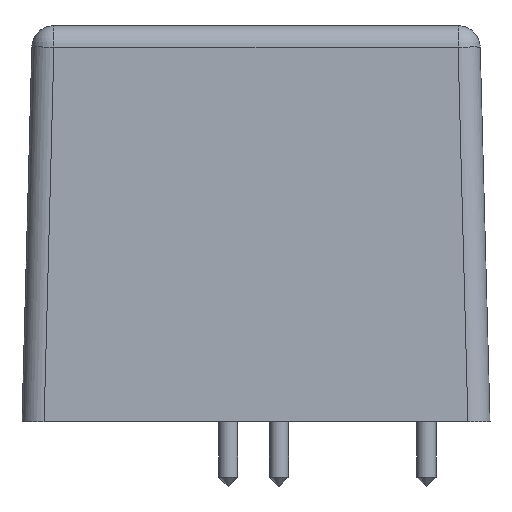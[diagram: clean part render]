
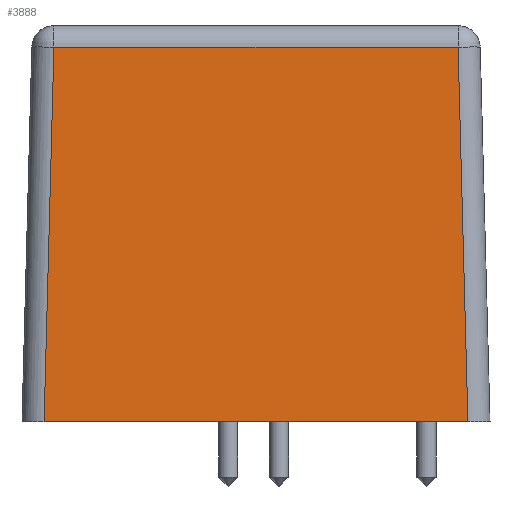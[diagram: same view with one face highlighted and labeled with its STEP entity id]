
A CAD part, left-side view. The second image highlights one B-rep face of the part: STEP entity #3888.
In plain terms, the highlighted planar face has unit normal (-1, 0, 0.026).
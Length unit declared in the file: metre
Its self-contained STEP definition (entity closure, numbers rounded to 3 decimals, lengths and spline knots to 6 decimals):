
#260=LINE('',#6149,#620);
#285=LINE('',#6243,#645);
#286=LINE('',#6247,#646);
#287=LINE('',#6249,#647);
#620=VECTOR('',#4911,1.);
#645=VECTOR('',#5002,1.);
#646=VECTOR('',#5007,1.);
#647=VECTOR('',#5008,1.);
#1373=ORIENTED_EDGE('',*,*,#2320,.F.);
#1374=ORIENTED_EDGE('',*,*,#2278,.F.);
#1375=ORIENTED_EDGE('',*,*,#2322,.T.);
#1376=ORIENTED_EDGE('',*,*,#2323,.T.);
#2278=EDGE_CURVE('',#2776,#2777,#260,.T.);
#2320=EDGE_CURVE('',#2777,#2805,#285,.T.);
#2322=EDGE_CURVE('',#2776,#2806,#286,.T.);
#2323=EDGE_CURVE('',#2806,#2805,#287,.T.);
#2776=VERTEX_POINT('',#6148);
#2777=VERTEX_POINT('',#6150);
#2805=VERTEX_POINT('',#6244);
#2806=VERTEX_POINT('',#6248);
#3210=EDGE_LOOP('',(#1373,#1374,#1375,#1376));
#3494=FACE_BOUND('',#3210,.T.);
#3745=PLANE('',#4268);
#3888=ADVANCED_FACE('',(#3494),#3745,.T.);
#4268=AXIS2_PLACEMENT_3D('',#6246,#5005,#5006);
#4911=DIRECTION('',(0.,1.,0.));
#5002=DIRECTION('',(0.026,-0.026,0.999));
#5005=DIRECTION('',(-1.,0.,0.026));
#5006=DIRECTION('',(0.,1.,0.));
#5007=DIRECTION('',(0.026,0.026,0.999));
#5008=DIRECTION('',(0.,1.,0.));
#6148=CARTESIAN_POINT('',(0.000486,0.050168,0.));
#6149=CARTESIAN_POINT('',(0.000486,0.075698,0.));
#6150=CARTESIAN_POINT('',(0.000486,0.073169,0.));
#6243=CARTESIAN_POINT('',(0.000487,0.073168,0.000031));
#6244=CARTESIAN_POINT('',(0.001019,0.072636,0.020331));
#6246=CARTESIAN_POINT('',(0.000486,0.049068,0.));
#6247=CARTESIAN_POINT('',(0.000486,0.050168,0.));
#6248=CARTESIAN_POINT('',(0.001019,0.0507,0.020331));
#6249=CARTESIAN_POINT('',(0.001019,0.049068,0.020331));
